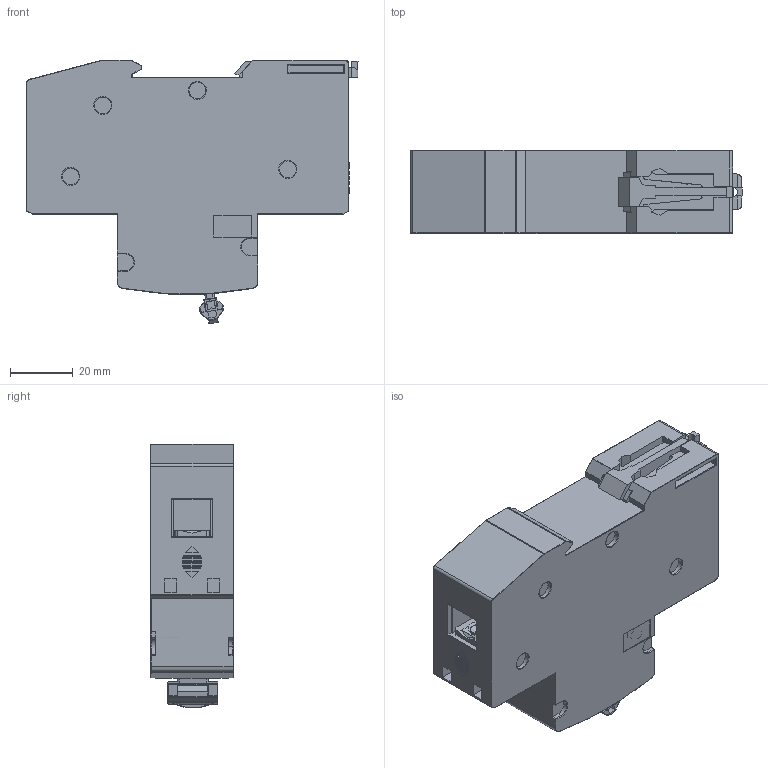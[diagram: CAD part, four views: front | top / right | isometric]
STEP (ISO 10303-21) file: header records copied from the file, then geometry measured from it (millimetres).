
FILE_DESCRIPTION (( 'STEP AP214' ), '1' );
FILE_NAME ('3d_1P.STEP', '2025-02-05T14:33:11', ( '' ), ( '' ), 'SwSTEP 2.0', 'SolidWorks 2022', '' );
FILE_SCHEMA (( 'AUTOMOTIVE_DESIGN' ));
Length unit declared in the file: millimetre
Products named in the file (1): 3d_1P
Bounding box: 106.2 x 26.5 x 84.18 mm (x, y, z)
Volume: 149412.6 mm3; surface area: 31024.9 mm2
Topology: 1 solids, 13 shells, 1359 faces, 3552 edges, 2254 vertices
Faces by surface type: plane 821, cylinder 371, torus 70, sphere 42, bspline 37, cone 18
Entity records: 47218 total; most frequent: CARTESIAN_POINT 11844, ORIENTED_EDGE 7048, DIRECTION 6660, EDGE_CURVE 3524, VECTOR 2488, LINE 2488, VERTEX_POINT 2254, AXIS2_PLACEMENT_3D 2086
